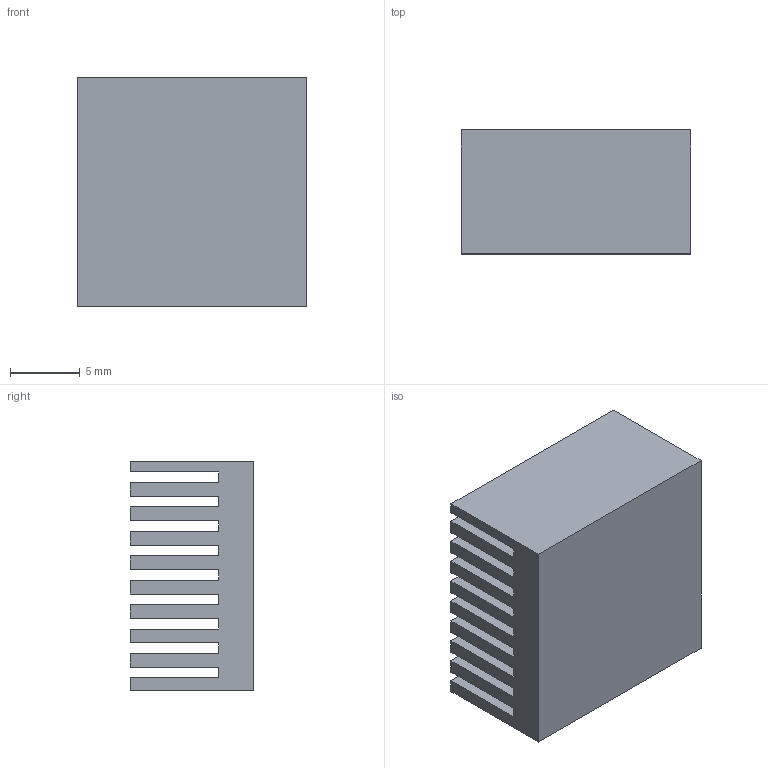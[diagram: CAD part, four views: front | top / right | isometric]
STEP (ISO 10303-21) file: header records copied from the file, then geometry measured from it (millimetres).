
FILE_DESCRIPTION(/* description */ (''),/* implementation_level */ '2;1');
FILE_NAME(/* name */ 'LTN20069.stp',/* time_stamp */ '2019-07-24T11:40:55-07:00',/* author */ ('Lars Larsen'),/* organization */ (''),/* preprocessor_version */ 'ST-DEVELOPER v17',/* originating_system */ 'Autodesk Inventor 2019',/* authorisation */ '');
FILE_SCHEMA (('CONFIG_CONTROL_DESIGN'));
Length unit declared in the file: inch
Products named in the file (1): Part2
Bounding box: 16.5 x 8.89 x 16.5 mm (x, y, z)
Volume: 1705.4 mm3; surface area: 2930.5 mm2
Topology: 1 solids, 1 shells, 42 faces, 120 edges, 80 vertices
Faces by surface type: plane 42
Entity records: 1385 total; most frequent: CARTESIAN_POINT 243, ORIENTED_EDGE 240, DIRECTION 206, LINE 120, VECTOR 120, EDGE_CURVE 120, VERTEX_POINT 80, AXIS2_PLACEMENT_3D 43
